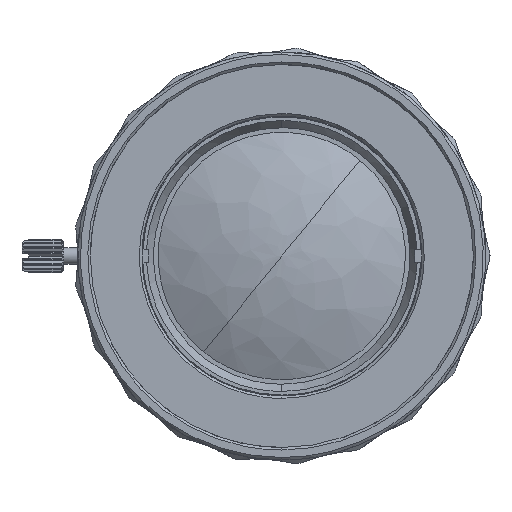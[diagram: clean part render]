
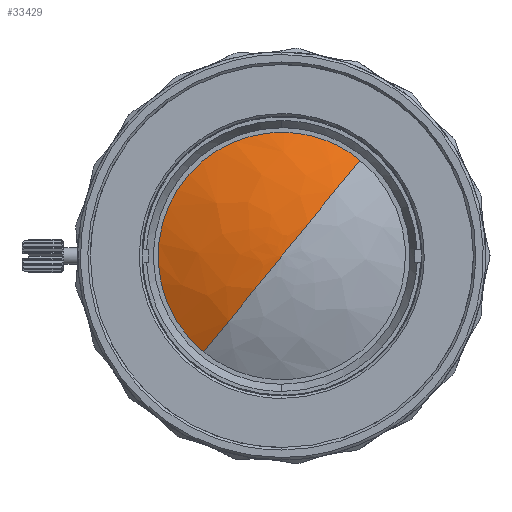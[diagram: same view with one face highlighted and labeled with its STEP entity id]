
A CAD part, left-side view. The second image highlights one B-rep face of the part: STEP entity #33429.
In plain terms, the highlighted free-form (B-spline) face has degree [3, 3] with [4, 4] control points.
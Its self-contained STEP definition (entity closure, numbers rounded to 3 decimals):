
#1046 = CARTESIAN_POINT ( 'NONE',  ( -4.074, 22.221, 4.951 ) ) ;
#2943 =( BOUNDED_CURVE ( )  B_SPLINE_CURVE ( 3, ( #40302, #22943, #8867, #50248 ),
 .UNSPECIFIED., .F., .F. ) 
 B_SPLINE_CURVE_WITH_KNOTS ( ( 4, 4 ),
 ( 0., 1. ),
 .UNSPECIFIED. ) 
 CURVE ( )  GEOMETRIC_REPRESENTATION_ITEM ( )  RATIONAL_B_SPLINE_CURVE ( ( 1., 0.333, 0.333, 1. ) ) 
 REPRESENTATION_ITEM ( '' )  );
#3279 = CARTESIAN_POINT ( 'NONE',  ( -5.184, 0., 0. ) ) ;
#4204 = CARTESIAN_POINT ( 'NONE',  ( -5.184, -3.25, 3.996 ) ) ;
#4935 = CARTESIAN_POINT ( 'NONE',  ( -5.184, 3.25, -3.996 ) ) ;
#8531 =( BOUNDED_CURVE ( )  B_SPLINE_CURVE ( 3, ( #12457, #4204, #30378, #40351 ),
 .UNSPECIFIED., .F., .T. ) 
 B_SPLINE_CURVE_WITH_KNOTS ( ( 4, 4 ),
 ( 0., 3.142 ),
 .UNSPECIFIED. ) 
 CURVE ( )  GEOMETRIC_REPRESENTATION_ITEM ( )  RATIONAL_B_SPLINE_CURVE ( ( 1., 0.984, 0.984, 1. ) ) 
 REPRESENTATION_ITEM ( '' )  );
#8867 = CARTESIAN_POINT ( 'NONE',  ( -1.907, 13.673, 30.27 ) ) ;
#9872 = CARTESIAN_POINT ( 'NONE',  ( -5.184, 11.243, 2.505 ) ) ;
#12457 = CARTESIAN_POINT ( 'NONE',  ( -5.184, 0., 0. ) ) ;
#14553 = CARTESIAN_POINT ( 'NONE',  ( -1.907, -9.373, 11.523 ) ) ;
#16809 = EDGE_CURVE ( 'NONE', #28048, #39279, #8531, .T. ) ;
#18412 = CARTESIAN_POINT ( 'NONE',  ( -5.184, 0., 0. ) ) ;
#20172 = VERTEX_POINT ( 'NONE', #35555 ) ;
#21766 = CARTESIAN_POINT ( 'NONE',  ( -1.907, 9.373, -11.523 ) ) ;
#22076 = ORIENTED_EDGE ( 'NONE', *, *, #43812, .T. ) ;
#22804 = CARTESIAN_POINT ( 'NONE',  ( -5.184, 0., 0. ) ) ;
#22943 = CARTESIAN_POINT ( 'NONE',  ( -1.907, 32.42, 7.224 ) ) ;
#23952 = CARTESIAN_POINT ( 'NONE',  ( -1.907, 13.673, 30.27 ) ) ;
#26280 = EDGE_CURVE ( 'NONE', #20172, #28048, #30649, .T. ) ;
#28048 = VERTEX_POINT ( 'NONE', #47301 ) ;
#30378 = CARTESIAN_POINT ( 'NONE',  ( -4.074, -6.425, 7.898 ) ) ;
#30649 =( BOUNDED_CURVE ( )  B_SPLINE_CURVE ( 3, ( #21766, #36084, #4935, #3279 ),
 .UNSPECIFIED., .F., .F. ) 
 B_SPLINE_CURVE_WITH_KNOTS ( ( 4, 4 ),
 ( 0., 0.434 ),
 .UNSPECIFIED. ) 
 CURVE ( )  GEOMETRIC_REPRESENTATION_ITEM ( )  RATIONAL_B_SPLINE_CURVE ( ( 1., 0.984, 0.984, 1. ) ) 
 REPRESENTATION_ITEM ( '' )  );
#31921 = FACE_OUTER_BOUND ( 'NONE', #39642, .T. ) ;
#32205 = CARTESIAN_POINT ( 'NONE',  ( -5.184, -3.25, 3.996 ) ) ;
#32497 = CARTESIAN_POINT ( 'NONE',  ( -4.074, -6.425, 7.898 ) ) ;
#32839 = ORIENTED_EDGE ( 'NONE', *, *, #26280, .F. ) ;
#33429 = ADVANCED_FACE ( 'NONE', ( #31921 ), #48436, .T. ) ;
#35555 = CARTESIAN_POINT ( 'NONE',  ( -1.907, 9.373, -11.523 ) ) ;
#36084 = CARTESIAN_POINT ( 'NONE',  ( -4.074, 6.425, -7.898 ) ) ;
#36914 = CARTESIAN_POINT ( 'NONE',  ( -5.184, 0., 0. ) ) ;
#38473 = CARTESIAN_POINT ( 'NONE',  ( -1.907, -9.373, 11.523 ) ) ;
#39279 = VERTEX_POINT ( 'NONE', #38473 ) ;
#39642 = EDGE_LOOP ( 'NONE', ( #32839, #22076, #46284 ) ) ;
#40302 = CARTESIAN_POINT ( 'NONE',  ( -1.907, 9.373, -11.523 ) ) ;
#40351 = CARTESIAN_POINT ( 'NONE',  ( -1.907, -9.373, 11.523 ) ) ;
#40732 = CARTESIAN_POINT ( 'NONE',  ( -1.907, 9.373, -11.523 ) ) ;
#41883 = CARTESIAN_POINT ( 'NONE',  ( -5.184, 3.25, -3.996 ) ) ;
#43812 = EDGE_CURVE ( 'NONE', #20172, #39279, #2943, .T. ) ;
#46284 = ORIENTED_EDGE ( 'NONE', *, *, #16809, .F. ) ;
#47301 = CARTESIAN_POINT ( 'NONE',  ( -5.184, 0., 0. ) ) ;
#48436 =( BOUNDED_SURFACE ( )  B_SPLINE_SURFACE ( 3, 3, ( 
 ( #14553, #23952, #50689, #40732 ),
 ( #32497, #50103, #1046, #50390 ),
 ( #32205, #55077, #9872, #41883 ),
 ( #18412, #22804, #36914, #54493 ) ),
 .UNSPECIFIED., .F., .F., .F. ) 
 B_SPLINE_SURFACE_WITH_KNOTS ( ( 4, 4 ),
 ( 4, 4 ),
 ( 0., 1. ),
 ( 0., 1. ),
 .UNSPECIFIED. ) 
 GEOMETRIC_REPRESENTATION_ITEM ( )  RATIONAL_B_SPLINE_SURFACE ( (
 ( 1., 0.333, 0.333, 1.),
 ( 0.984, 0.328, 0.328, 0.984),
 ( 0.984, 0.328, 0.328, 0.984),
 ( 1., 0.333, 0.333, 1.) ) ) 
 REPRESENTATION_ITEM ( '' )  SURFACE ( )  );
#50103 = CARTESIAN_POINT ( 'NONE',  ( -4.074, 9.372, 20.747 ) ) ;
#50248 = CARTESIAN_POINT ( 'NONE',  ( -1.907, -9.373, 11.523 ) ) ;
#50390 = CARTESIAN_POINT ( 'NONE',  ( -4.074, 6.425, -7.898 ) ) ;
#50689 = CARTESIAN_POINT ( 'NONE',  ( -1.907, 32.42, 7.224 ) ) ;
#54493 = CARTESIAN_POINT ( 'NONE',  ( -5.184, 0., 0. ) ) ;
#55077 = CARTESIAN_POINT ( 'NONE',  ( -5.184, 4.742, 10.497 ) ) ;
